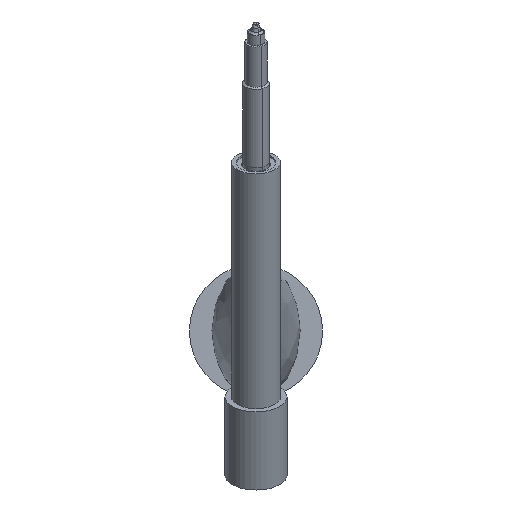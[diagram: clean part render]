
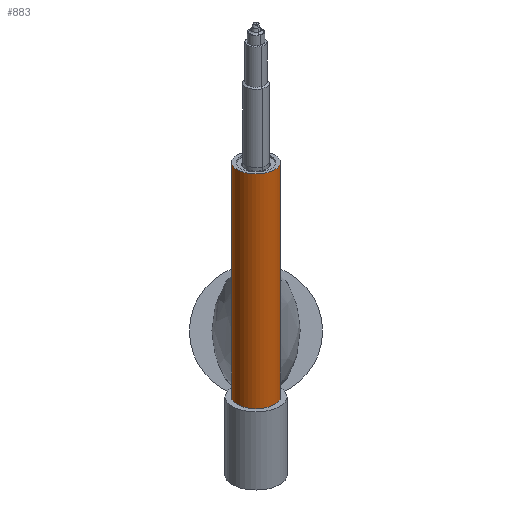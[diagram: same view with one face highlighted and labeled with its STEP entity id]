
A CAD part, front view. The second image highlights one B-rep face of the part: STEP entity #883.
In plain terms, the highlighted cylindrical face has radius 11 mm (diameter 22 mm), a partial arc.
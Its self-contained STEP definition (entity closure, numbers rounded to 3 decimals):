
#806=CARTESIAN_POINT('Vertex',(-11.,-149.862,75.973)) ;
#808=CARTESIAN_POINT('Vertex',(11.,-149.862,75.973)) ;
#811=CARTESIAN_POINT('Axis2P3D Location',(0.,-149.862,75.973)) ;
#853=CARTESIAN_POINT('Axis2P3D Location',(0.,-111.97,5.516)) ;
#858=CARTESIAN_POINT('Line Origine',(11.,-111.97,5.516)) ;
#862=CARTESIAN_POINT('Vertex',(11.,-93.023,-29.713)) ;
#865=CARTESIAN_POINT('Line Origine',(-11.,-111.97,5.516)) ;
#869=CARTESIAN_POINT('Vertex',(-11.,-93.023,-29.713)) ;
#872=CARTESIAN_POINT('Axis2P3D Location',(0.,-93.023,-29.713)) ;
#812=DIRECTION('Axis2P3D Direction',(0.,0.474,-0.881)) ;
#854=DIRECTION('Axis2P3D Direction',(0.,0.474,-0.881)) ;
#855=DIRECTION('Axis2P3D XDirection',(-1.,0.,0.)) ;
#859=DIRECTION('Vector Direction',(0.,0.474,-0.881)) ;
#866=DIRECTION('Vector Direction',(0.,0.474,-0.881)) ;
#873=DIRECTION('Axis2P3D Direction',(0.,0.474,-0.881)) ;
#813=AXIS2_PLACEMENT_3D('Circle Axis2P3D',#811,#812,$) ;
#856=AXIS2_PLACEMENT_3D('Cylinder Axis2P3D',#853,#854,#855) ;
#874=AXIS2_PLACEMENT_3D('Circle Axis2P3D',#872,#873,$) ;
#878=ORIENTED_EDGE('',*,*,#864,.F.) ;
#879=ORIENTED_EDGE('',*,*,#815,.T.) ;
#880=ORIENTED_EDGE('',*,*,#871,.T.) ;
#881=ORIENTED_EDGE('',*,*,#876,.F.) ;
#860=VECTOR('Line Direction',#859,1.) ;
#867=VECTOR('Line Direction',#866,1.) ;
#883=ADVANCED_FACE('PartBody',(#882),#857,.T.) ;
#814=CIRCLE('generated circle',#813,11.) ;
#875=CIRCLE('generated circle',#874,11.) ;
#857=CYLINDRICAL_SURFACE('generated cylinder',#856,11.) ;
#815=EDGE_CURVE('',#809,#807,#814,.T.) ;
#864=EDGE_CURVE('',#809,#863,#861,.T.) ;
#871=EDGE_CURVE('',#807,#870,#868,.T.) ;
#876=EDGE_CURVE('',#863,#870,#875,.T.) ;
#877=EDGE_LOOP('',(#878,#879,#880,#881)) ;
#882=FACE_OUTER_BOUND('',#877,.T.) ;
#861=LINE('Line',#858,#860) ;
#868=LINE('Line',#865,#867) ;
#807=VERTEX_POINT('',#806) ;
#809=VERTEX_POINT('',#808) ;
#863=VERTEX_POINT('',#862) ;
#870=VERTEX_POINT('',#869) ;
